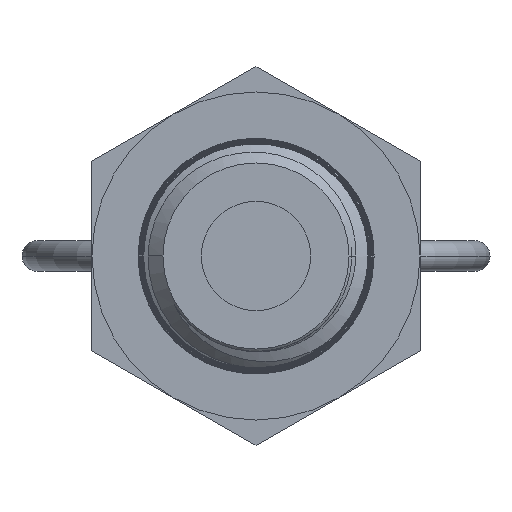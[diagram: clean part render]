
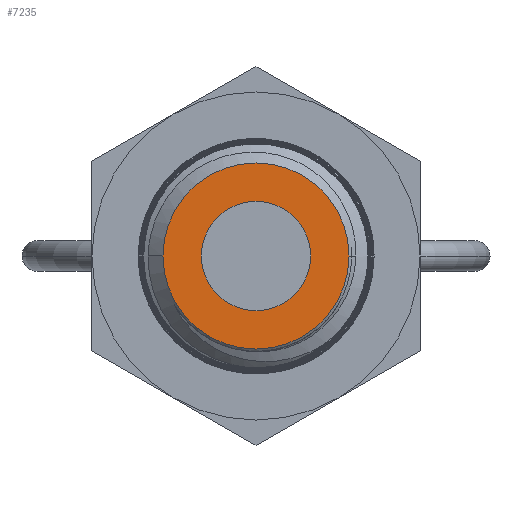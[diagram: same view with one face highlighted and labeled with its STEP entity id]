
A CAD part, front view. The second image highlights one B-rep face of the part: STEP entity #7235.
In plain terms, the highlighted planar face has unit normal (0, -1, 0).
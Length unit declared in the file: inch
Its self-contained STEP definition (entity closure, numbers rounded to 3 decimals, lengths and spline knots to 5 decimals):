
#923 = FACE_OUTER_BOUND ( 'NONE', #9227, .T. ) ;
#1131 = DIRECTION ( 'NONE',  ( 0., -1., 0. ) ) ;
#1452 = CARTESIAN_POINT ( 'NONE',  ( -0.21277, -1.5625, 0. ) ) ;
#1519 = FACE_BOUND ( 'NONE', #1609, .T. ) ;
#1609 = EDGE_LOOP ( 'NONE', ( #2153, #9856 ) ) ;
#1825 = CIRCLE ( 'NONE', #4150, 0.21277 ) ;
#1906 = EDGE_CURVE ( 'NONE', #7984, #5117, #8212, .T. ) ;
#1939 = DIRECTION ( 'NONE',  ( 1., 0., 0. ) ) ;
#2013 = EDGE_CURVE ( 'NONE', #2781, #8862, #1825, .T. ) ;
#2153 = ORIENTED_EDGE ( 'NONE', *, *, #3301, .F. ) ;
#2268 = EDGE_CURVE ( 'NONE', #8862, #2781, #2915, .T. ) ;
#2316 = DIRECTION ( 'NONE',  ( 0., -1., 0. ) ) ;
#2781 = VERTEX_POINT ( 'NONE', #1452 ) ;
#2915 = CIRCLE ( 'NONE', #8231, 0.21277 ) ;
#3301 = EDGE_CURVE ( 'NONE', #5117, #7984, #7569, .T. ) ;
#3948 = AXIS2_PLACEMENT_3D ( 'NONE', #4900, #1131, #9727 ) ;
#4150 = AXIS2_PLACEMENT_3D ( 'NONE', #5191, #5863, #1939 ) ;
#4900 = CARTESIAN_POINT ( 'NONE',  ( 0., -1.5625, 0. ) ) ;
#5117 = VERTEX_POINT ( 'NONE', #8166 ) ;
#5191 = CARTESIAN_POINT ( 'NONE',  ( 0., -1.5625, 0. ) ) ;
#5210 = CARTESIAN_POINT ( 'NONE',  ( 0., -1.5625, 0. ) ) ;
#5296 = DIRECTION ( 'NONE',  ( 0., -1., 0. ) ) ;
#5587 = AXIS2_PLACEMENT_3D ( 'NONE', #5210, #7549, #6733 ) ;
#5863 = DIRECTION ( 'NONE',  ( 0., -1., 0. ) ) ;
#6733 = DIRECTION ( 'NONE',  ( 1., 0., 0. ) ) ;
#6881 = DIRECTION ( 'NONE',  ( 1., 0., 0. ) ) ;
#7035 = PLANE ( 'NONE',  #9294 ) ;
#7235 = ADVANCED_FACE ( 'NONE', ( #923, #1519 ), #7035, .T. ) ;
#7549 = DIRECTION ( 'NONE',  ( 0., -1., 0. ) ) ;
#7569 = CIRCLE ( 'NONE', #5587, 0.125 ) ;
#7853 = CARTESIAN_POINT ( 'NONE',  ( 0.125, -1.5625, 0. ) ) ;
#7984 = VERTEX_POINT ( 'NONE', #8630 ) ;
#8058 = ORIENTED_EDGE ( 'NONE', *, *, #2268, .T. ) ;
#8066 = ORIENTED_EDGE ( 'NONE', *, *, #2013, .T. ) ;
#8166 = CARTESIAN_POINT ( 'NONE',  ( 0.125, -1.5625, 0. ) ) ;
#8212 = CIRCLE ( 'NONE', #3948, 0.125 ) ;
#8231 = AXIS2_PLACEMENT_3D ( 'NONE', #8528, #5296, #6881 ) ;
#8528 = CARTESIAN_POINT ( 'NONE',  ( 0., -1.5625, 0. ) ) ;
#8542 = DIRECTION ( 'NONE',  ( 1., 0., 0. ) ) ;
#8630 = CARTESIAN_POINT ( 'NONE',  ( -0.125, -1.5625, 0. ) ) ;
#8862 = VERTEX_POINT ( 'NONE', #10097 ) ;
#9227 = EDGE_LOOP ( 'NONE', ( #8066, #8058 ) ) ;
#9294 = AXIS2_PLACEMENT_3D ( 'NONE', #7853, #2316, #8542 ) ;
#9727 = DIRECTION ( 'NONE',  ( 1., 0., 0. ) ) ;
#9856 = ORIENTED_EDGE ( 'NONE', *, *, #1906, .F. ) ;
#10097 = CARTESIAN_POINT ( 'NONE',  ( 0.21277, -1.5625, 0. ) ) ;
